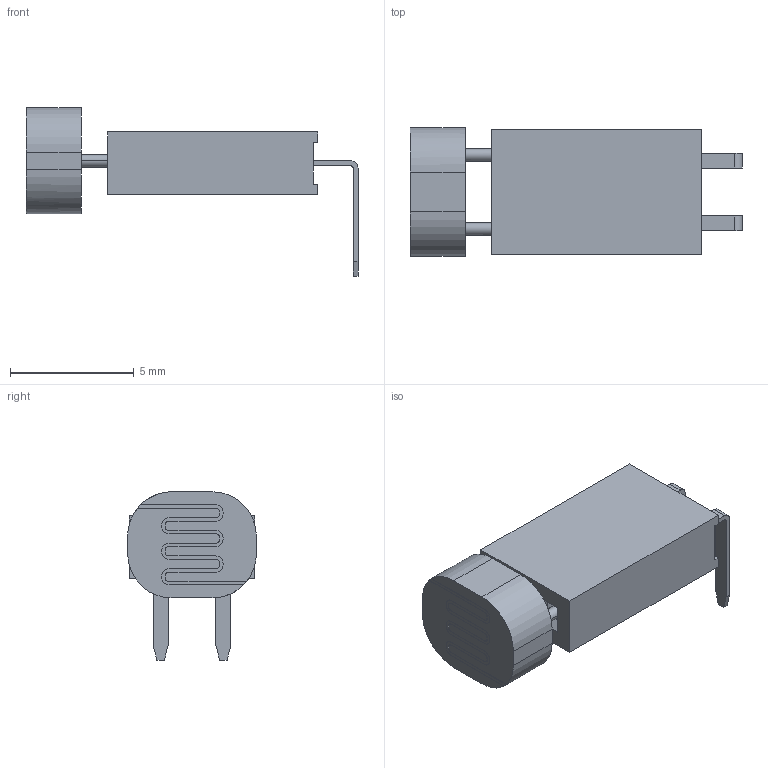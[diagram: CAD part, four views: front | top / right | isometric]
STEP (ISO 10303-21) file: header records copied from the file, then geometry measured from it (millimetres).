
FILE_DESCRIPTION(('FreeCAD Model'),'2;1');
FILE_NAME('User Library-Part7_sp.step', '2019-02-19T11:52:18',('kicad StepUp'),('ksu MCAD'), 'Open CASCADE STEP processor 7.2','FreeCAD','Unknown');
FILE_SCHEMA(('AUTOMOTIVE_DESIGN { 1 0 10303 214 1 1 1 1 }'));
Length unit declared in the file: millimetre
Products named in the file (1): User_Library-Part7_sp
Bounding box: 13.44 x 5.21 x 6.82 mm (x, y, z)
Volume: 148.5 mm3; surface area: 294.4 mm2
Topology: 1 solids, 1 shells, 154 faces, 430 edges, 282 vertices
Faces by surface type: plane 118, cylinder 36
Entity records: 6008 total; most frequent: CARTESIAN_POINT 873, ORIENTED_EDGE 860, DIRECTION 823, EDGE_CURVE 430, LINE 343, VECTOR 343, VERTEX_POINT 282, AXIS2_PLACEMENT_3D 240
